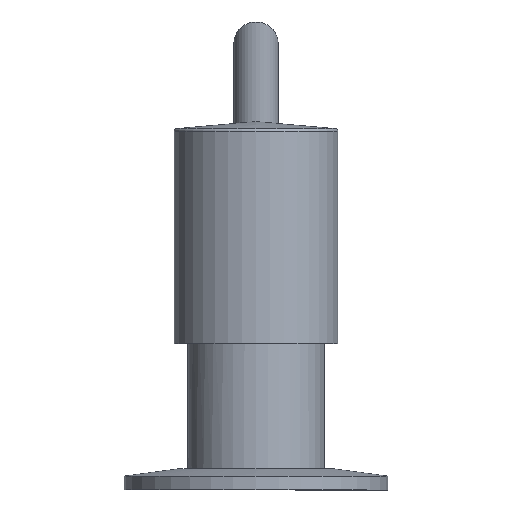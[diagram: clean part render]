
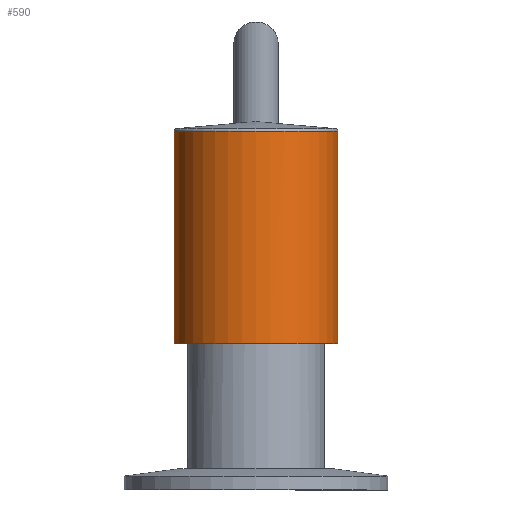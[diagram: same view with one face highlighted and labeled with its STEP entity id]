
A CAD part, left-side view. The second image highlights one B-rep face of the part: STEP entity #590.
In plain terms, the highlighted cylindrical face has radius 14.75 mm (diameter 29.5 mm), a full revolution.
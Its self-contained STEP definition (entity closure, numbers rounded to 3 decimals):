
#115=B_SPLINE_CURVE_WITH_KNOTS('',3,(#1371,#1372,#1373,#1374,#1375,#1376,
#1377,#1378,#1379,#1380,#1381,#1382,#1383,#1384,#1385,#1386,#1387,#1388,
#1389,#1390,#1391,#1392,#1393,#1394,#1395,#1396,#1397,#1398,#1399,#1400,
#1401,#1402,#1403,#1404),.UNSPECIFIED.,.T.,.F.,(4,2,2,2,2,2,2,2,2,2,2,2,
2,2,2,2,4),(-2.555,-2.394,-2.233,-2.079,
-1.926,-1.772,-1.618,-1.457,
-1.297,-1.133,-0.969,-0.809,
-0.648,-0.488,-0.327,-0.164,
0.),.UNSPECIFIED.);
#148=FACE_BOUND('',#225,.T.);
#184=FACE_OUTER_BOUND('',#224,.T.);
#224=EDGE_LOOP('',(#500,#501,#502,#503,#504));
#225=EDGE_LOOP('',(#505));
#250=LINE('',#1369,#267);
#267=VECTOR('',#1140,14.75);
#302=CIRCLE('',#927,14.75);
#304=CIRCLE('',#930,14.75);
#305=CIRCLE('',#931,14.75);
#344=VERTEX_POINT('',#1360);
#345=VERTEX_POINT('',#1363);
#346=VERTEX_POINT('',#1365);
#347=VERTEX_POINT('',#1370);
#398=EDGE_CURVE('',#344,#344,#302,.T.);
#400=EDGE_CURVE('',#345,#346,#304,.T.);
#401=EDGE_CURVE('',#346,#345,#305,.T.);
#402=EDGE_CURVE('',#346,#344,#250,.T.);
#403=EDGE_CURVE('',#347,#347,#115,.T.);
#500=ORIENTED_EDGE('',*,*,#400,.F.);
#501=ORIENTED_EDGE('',*,*,#401,.F.);
#502=ORIENTED_EDGE('',*,*,#402,.T.);
#503=ORIENTED_EDGE('',*,*,#398,.T.);
#504=ORIENTED_EDGE('',*,*,#402,.F.);
#505=ORIENTED_EDGE('',*,*,#403,.T.);
#564=CYLINDRICAL_SURFACE('',#932,14.75);
#590=ADVANCED_FACE('',(#184,#148),#564,.T.);
#927=AXIS2_PLACEMENT_3D('',#1361,#1128,#1129);
#930=AXIS2_PLACEMENT_3D('',#1366,#1134,#1135);
#931=AXIS2_PLACEMENT_3D('',#1367,#1136,#1137);
#932=AXIS2_PLACEMENT_3D('',#1368,#1138,#1139);
#1128=DIRECTION('center_axis',(0.,1.,0.));
#1129=DIRECTION('ref_axis',(1.,0.,0.));
#1134=DIRECTION('center_axis',(0.,1.,0.));
#1135=DIRECTION('ref_axis',(1.,0.,0.));
#1136=DIRECTION('center_axis',(0.,1.,0.));
#1137=DIRECTION('ref_axis',(1.,0.,0.));
#1138=DIRECTION('center_axis',(0.,1.,0.));
#1139=DIRECTION('ref_axis',(1.,0.,0.));
#1140=DIRECTION('',(0.,-1.,0.));
#1360=CARTESIAN_POINT('',(-14.75,0.,0.));
#1361=CARTESIAN_POINT('Origin',(0.,0.,0.));
#1363=CARTESIAN_POINT('',(14.75,38.249,0.089));
#1365=CARTESIAN_POINT('',(-14.75,38.249,0.));
#1366=CARTESIAN_POINT('Origin',(0.,38.249,0.));
#1367=CARTESIAN_POINT('Origin',(0.,38.249,0.));
#1368=CARTESIAN_POINT('Origin',(0.,-2.,0.));
#1369=CARTESIAN_POINT('',(-14.75,-2.,0.));
#1370=CARTESIAN_POINT('',(14.75,34.877,0.));
#1371=CARTESIAN_POINT('Ctrl Pts',(14.154,30.451,-4.15));
#1372=CARTESIAN_POINT('Ctrl Pts',(14.154,29.916,-4.15));
#1373=CARTESIAN_POINT('Ctrl Pts',(14.186,29.344,-4.046));
#1374=CARTESIAN_POINT('Ctrl Pts',(14.303,28.303,-3.611));
#1375=CARTESIAN_POINT('Ctrl Pts',(14.386,27.833,-3.281));
#1376=CARTESIAN_POINT('Ctrl Pts',(14.536,27.116,-2.531));
#1377=CARTESIAN_POINT('Ctrl Pts',(14.613,26.816,-2.069));
#1378=CARTESIAN_POINT('Ctrl Pts',(14.721,26.419,-1.06));
#1379=CARTESIAN_POINT('Ctrl Pts',(14.75,26.323,-0.512));
#1380=CARTESIAN_POINT('Ctrl Pts',(14.75,26.323,0.512));
#1381=CARTESIAN_POINT('Ctrl Pts',(14.721,26.419,1.06));
#1382=CARTESIAN_POINT('Ctrl Pts',(14.613,26.816,2.069));
#1383=CARTESIAN_POINT('Ctrl Pts',(14.536,27.116,2.531));
#1384=CARTESIAN_POINT('Ctrl Pts',(14.386,27.833,3.281));
#1385=CARTESIAN_POINT('Ctrl Pts',(14.303,28.303,3.611));
#1386=CARTESIAN_POINT('Ctrl Pts',(14.186,29.344,4.046));
#1387=CARTESIAN_POINT('Ctrl Pts',(14.154,29.916,4.15));
#1388=CARTESIAN_POINT('Ctrl Pts',(14.154,30.998,4.15));
#1389=CARTESIAN_POINT('Ctrl Pts',(14.187,31.58,4.043));
#1390=CARTESIAN_POINT('Ctrl Pts',(14.301,32.657,3.619));
#1391=CARTESIAN_POINT('Ctrl Pts',(14.381,33.153,3.302));
#1392=CARTESIAN_POINT('Ctrl Pts',(14.528,33.939,2.575));
#1393=CARTESIAN_POINT('Ctrl Pts',(14.606,34.287,2.117));
#1394=CARTESIAN_POINT('Ctrl Pts',(14.718,34.756,1.096));
#1395=CARTESIAN_POINT('Ctrl Pts',(14.75,34.877,0.534));
#1396=CARTESIAN_POINT('Ctrl Pts',(14.75,34.877,-0.535));
#1397=CARTESIAN_POINT('Ctrl Pts',(14.718,34.756,-1.098));
#1398=CARTESIAN_POINT('Ctrl Pts',(14.606,34.286,-2.119));
#1399=CARTESIAN_POINT('Ctrl Pts',(14.528,33.937,-2.578));
#1400=CARTESIAN_POINT('Ctrl Pts',(14.38,33.15,-3.304));
#1401=CARTESIAN_POINT('Ctrl Pts',(14.301,32.655,-3.62));
#1402=CARTESIAN_POINT('Ctrl Pts',(14.187,31.578,-4.043));
#1403=CARTESIAN_POINT('Ctrl Pts',(14.154,30.997,-4.15));
#1404=CARTESIAN_POINT('Ctrl Pts',(14.154,30.451,-4.15));
